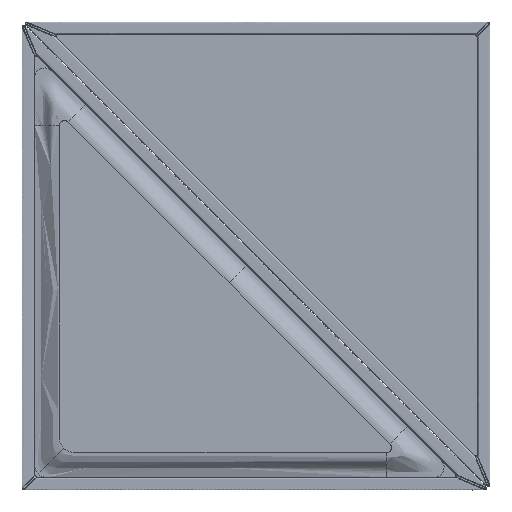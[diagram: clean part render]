
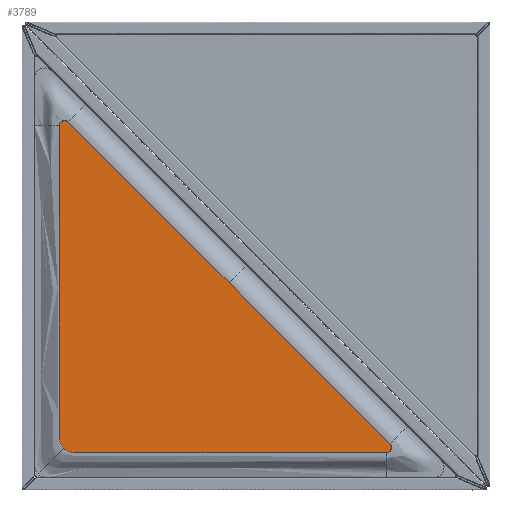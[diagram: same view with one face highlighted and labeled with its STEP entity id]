
A CAD part, front view. The second image highlights one B-rep face of the part: STEP entity #3789.
In plain terms, the highlighted planar face has unit normal (0, -1, 0).
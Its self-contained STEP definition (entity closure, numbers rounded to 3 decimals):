
#1252=B_SPLINE_CURVE_WITH_KNOTS('',3,(#72228,#72229,#72230,#72231),
 .UNSPECIFIED.,.F.,.F.,(4,4),(0.,1.),.UNSPECIFIED.);
#1259=B_SPLINE_CURVE_WITH_KNOTS('',3,(#72407,#72408,#72409,#72410),
 .UNSPECIFIED.,.F.,.F.,(4,4),(0.,1.),.UNSPECIFIED.);
#1260=B_SPLINE_CURVE_WITH_KNOTS('',3,(#72412,#72413,#72414,#72415,#72416,
#72417,#72418,#72419,#72420,#72421,#72422,#72423),.UNSPECIFIED.,.F.,.F.,
(4,2,2,2,2,4),(0.,0.5,0.75,0.812,
0.875,1.),.UNSPECIFIED.);
#1262=B_SPLINE_CURVE_WITH_KNOTS('',4,(#72878,#72879,#72880,#72881,#72882,
#72883,#72884,#72885,#72886,#72887,#72888,#72889,#72890,#72891,#72892,#72893,
#72894,#72895,#72896,#72897,#72898,#72899,#72900),.UNSPECIFIED.,.F.,.F.,
(5,2,2,2,2,2,2,2,2,2,5),(0.,0.062,0.125,0.25,
0.375,0.5,0.625,0.75,0.875,
0.937,1.),.UNSPECIFIED.);
#1300=B_SPLINE_CURVE_WITH_KNOTS('',3,(#77355,#77356,#77357,#77358,#77359,
#77360,#77361,#77362,#77363,#77364,#77365,#77366),.UNSPECIFIED.,.F.,.F.,
(4,2,2,2,2,4),(0.,0.125,0.187,0.25,
0.5,1.),.UNSPECIFIED.);
#1301=B_SPLINE_CURVE_WITH_KNOTS('',3,(#77368,#77369,#77370,#77371),
 .UNSPECIFIED.,.F.,.F.,(4,4),(0.,1.),.UNSPECIFIED.);
#1302=B_SPLINE_CURVE_WITH_KNOTS('',4,(#77373,#77374,#77375,#77376,#77377,
#77378,#77379,#77380,#77381,#77382,#77383,#77384,#77385,#77386,#77387,#77388,
#77389,#77390,#77391,#77392,#77393,#77394,#77395),.UNSPECIFIED.,.F.,.F.,
(5,2,2,2,2,2,2,2,2,2,5),(0.,0.062,0.125,0.25,
0.375,0.5,0.625,0.75,
0.875,0.938,1.),.UNSPECIFIED.);
#1303=B_SPLINE_CURVE_WITH_KNOTS('',3,(#77397,#77398,#77399,#77400),
 .UNSPECIFIED.,.F.,.F.,(4,4),(0.,1.),.UNSPECIFIED.);
#2183=PLANE('',#30742);
#3789=ADVANCED_FACE('',(#6100),#2183,.T.);
#6100=FACE_OUTER_BOUND('',#7722,.T.);
#7722=EDGE_LOOP('',(#16505,#16506,#16507,#16508,#16509,#16510,#16511,#16512));
#16505=ORIENTED_EDGE('',*,*,#23453,.T.);
#16506=ORIENTED_EDGE('',*,*,#23410,.T.);
#16507=ORIENTED_EDGE('',*,*,#23409,.T.);
#16508=ORIENTED_EDGE('',*,*,#23412,.T.);
#16509=ORIENTED_EDGE('',*,*,#23402,.T.);
#16510=ORIENTED_EDGE('',*,*,#23454,.F.);
#16511=ORIENTED_EDGE('',*,*,#23455,.T.);
#16512=ORIENTED_EDGE('',*,*,#23456,.T.);
#19232=VERTEX_POINT('',#72232);
#19233=VERTEX_POINT('',#72233);
#19239=VERTEX_POINT('',#72406);
#19240=VERTEX_POINT('',#72411);
#19241=VERTEX_POINT('',#72424);
#19271=VERTEX_POINT('',#77367);
#19272=VERTEX_POINT('',#77372);
#19273=VERTEX_POINT('',#77396);
#23402=EDGE_CURVE('',#19232,#19233,#1252,.T.);
#23409=EDGE_CURVE('',#19240,#19239,#1259,.T.);
#23410=EDGE_CURVE('',#19241,#19240,#1260,.T.);
#23412=EDGE_CURVE('',#19239,#19232,#1262,.T.);
#23453=EDGE_CURVE('',#19271,#19241,#1300,.T.);
#23454=EDGE_CURVE('',#19272,#19233,#1301,.T.);
#23455=EDGE_CURVE('',#19272,#19273,#1302,.T.);
#23456=EDGE_CURVE('',#19273,#19271,#1303,.T.);
#30742=AXIS2_PLACEMENT_3D('',#77401,#37836,#37837);
#37836=DIRECTION('',(0.,-1.,0.));
#37837=DIRECTION('',(1.,0.,0.));
#72228=CARTESIAN_POINT('',(1118.512,135.73,-775.136));
#72229=CARTESIAN_POINT('',(1014.604,135.73,-671.228));
#72230=CARTESIAN_POINT('',(910.696,135.73,-567.32));
#72231=CARTESIAN_POINT('',(806.788,135.73,-463.412));
#72232=CARTESIAN_POINT('',(1118.512,135.73,-775.136));
#72233=CARTESIAN_POINT('',(806.788,135.73,-463.412));
#72406=CARTESIAN_POINT('',(1111.441,135.73,-792.207));
#72407=CARTESIAN_POINT('',(507.992,135.73,-792.206));
#72408=CARTESIAN_POINT('',(709.142,135.73,-792.206));
#72409=CARTESIAN_POINT('',(910.292,135.73,-792.207));
#72410=CARTESIAN_POINT('',(1111.441,135.73,-792.207));
#72411=CARTESIAN_POINT('',(507.992,135.73,-792.206));
#72412=CARTESIAN_POINT('',(486.779,135.73,-783.42));
#72413=CARTESIAN_POINT('',(489.562,135.73,-786.202));
#72414=CARTESIAN_POINT('',(492.879,135.73,-788.419));
#72415=CARTESIAN_POINT('',(498.328,135.73,-790.672));
#72416=CARTESIAN_POINT('',(500.195,135.73,-791.24));
#72417=CARTESIAN_POINT('',(502.626,135.73,-791.726));
#72418=CARTESIAN_POINT('',(503.112,135.73,-791.811));
#72419=CARTESIAN_POINT('',(504.082,135.73,-791.957));
#72420=CARTESIAN_POINT('',(504.614,135.73,-792.022));
#72421=CARTESIAN_POINT('',(505.92,135.73,-792.152));
#72422=CARTESIAN_POINT('',(506.901,135.73,-792.199));
#72423=CARTESIAN_POINT('',(507.992,135.73,-792.206));
#72424=CARTESIAN_POINT('',(486.779,135.73,-783.42));
#72878=CARTESIAN_POINT('',(1111.441,135.73,-792.207));
#72879=CARTESIAN_POINT('',(1111.809,135.73,-792.207));
#72880=CARTESIAN_POINT('',(1112.177,135.73,-792.189));
#72881=CARTESIAN_POINT('',(1112.911,135.73,-792.116));
#72882=CARTESIAN_POINT('',(1113.634,135.73,-791.973));
#72883=CARTESIAN_POINT('',(1114.707,135.73,-791.705));
#72884=CARTESIAN_POINT('',(1115.733,135.73,-791.28));
#72885=CARTESIAN_POINT('',(1117.038,135.73,-790.583));
#72886=CARTESIAN_POINT('',(1118.18,135.73,-789.643));
#72887=CARTESIAN_POINT('',(1119.226,135.73,-788.596));
#72888=CARTESIAN_POINT('',(1120.05,135.73,-787.366));
#72889=CARTESIAN_POINT('',(1120.75,135.73,-786.063));
#72890=CARTESIAN_POINT('',(1121.176,135.73,-784.646));
#72891=CARTESIAN_POINT('',(1121.463,135.73,-783.194));
#72892=CARTESIAN_POINT('',(1121.464,135.73,-781.714));
#72893=CARTESIAN_POINT('',(1121.322,135.73,-780.242));
#72894=CARTESIAN_POINT('',(1120.891,135.73,-778.826));
#72895=CARTESIAN_POINT('',(1120.466,135.73,-777.8));
#72896=CARTESIAN_POINT('',(1119.897,135.73,-776.852));
#72897=CARTESIAN_POINT('',(1119.488,135.73,-776.239));
#72898=CARTESIAN_POINT('',(1119.02,135.73,-775.669));
#72899=CARTESIAN_POINT('',(1118.773,135.73,-775.396));
#72900=CARTESIAN_POINT('',(1118.512,135.73,-775.136));
#77355=CARTESIAN_POINT('',(477.993,135.73,-762.207));
#77356=CARTESIAN_POINT('',(478.001,135.73,-763.298));
#77357=CARTESIAN_POINT('',(478.048,135.73,-764.279));
#77358=CARTESIAN_POINT('',(478.178,135.73,-765.586));
#77359=CARTESIAN_POINT('',(478.243,135.73,-766.117));
#77360=CARTESIAN_POINT('',(478.388,135.73,-767.087));
#77361=CARTESIAN_POINT('',(478.473,135.73,-767.573));
#77362=CARTESIAN_POINT('',(478.96,135.73,-770.004));
#77363=CARTESIAN_POINT('',(479.527,135.73,-771.871));
#77364=CARTESIAN_POINT('',(481.78,135.73,-777.321));
#77365=CARTESIAN_POINT('',(483.997,135.73,-780.637));
#77366=CARTESIAN_POINT('',(486.779,135.73,-783.42));
#77367=CARTESIAN_POINT('',(477.993,135.73,-762.207));
#77368=CARTESIAN_POINT('',(495.064,135.73,-151.687));
#77369=CARTESIAN_POINT('',(598.972,135.73,-255.595));
#77370=CARTESIAN_POINT('',(702.88,135.73,-359.503));
#77371=CARTESIAN_POINT('',(806.788,135.73,-463.412));
#77372=CARTESIAN_POINT('',(495.064,135.73,-151.687));
#77373=CARTESIAN_POINT('',(495.064,135.73,-151.687));
#77374=CARTESIAN_POINT('',(494.803,135.73,-151.427));
#77375=CARTESIAN_POINT('',(494.53,135.73,-151.179));
#77376=CARTESIAN_POINT('',(493.96,135.73,-150.712));
#77377=CARTESIAN_POINT('',(493.347,135.73,-150.302));
#77378=CARTESIAN_POINT('',(492.399,135.73,-149.733));
#77379=CARTESIAN_POINT('',(491.373,135.73,-149.308));
#77380=CARTESIAN_POINT('',(489.958,135.73,-148.878));
#77381=CARTESIAN_POINT('',(488.485,135.73,-148.735));
#77382=CARTESIAN_POINT('',(487.005,135.73,-148.736));
#77383=CARTESIAN_POINT('',(485.553,135.73,-149.023));
#77384=CARTESIAN_POINT('',(484.137,135.73,-149.45));
#77385=CARTESIAN_POINT('',(482.833,135.73,-150.15));
#77386=CARTESIAN_POINT('',(481.604,135.73,-150.973));
#77387=CARTESIAN_POINT('',(480.557,135.73,-152.019));
#77388=CARTESIAN_POINT('',(479.616,135.73,-153.161));
#77389=CARTESIAN_POINT('',(478.92,135.73,-154.467));
#77390=CARTESIAN_POINT('',(478.495,135.73,-155.492));
#77391=CARTESIAN_POINT('',(478.227,135.73,-156.565));
#77392=CARTESIAN_POINT('',(478.083,135.73,-157.288));
#77393=CARTESIAN_POINT('',(478.011,135.73,-158.022));
#77394=CARTESIAN_POINT('',(477.992,135.73,-158.39));
#77395=CARTESIAN_POINT('',(477.992,135.73,-158.758));
#77396=CARTESIAN_POINT('',(477.992,135.73,-158.758));
#77397=CARTESIAN_POINT('',(477.992,135.73,-158.758));
#77398=CARTESIAN_POINT('',(477.993,135.73,-359.908));
#77399=CARTESIAN_POINT('',(477.993,135.73,-561.057));
#77400=CARTESIAN_POINT('',(477.993,135.73,-762.207));
#77401=CARTESIAN_POINT('',(1186.631,135.73,-857.205));
